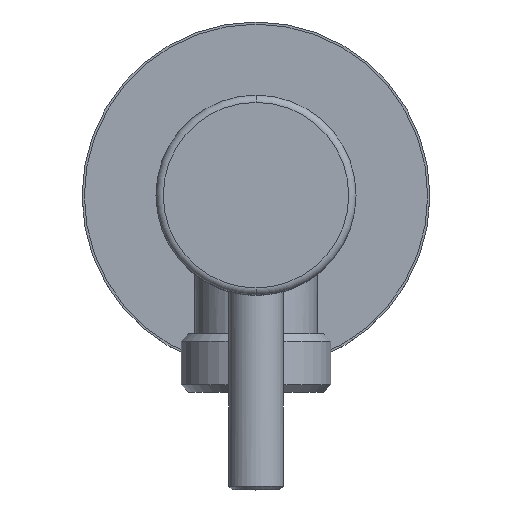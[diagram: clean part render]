
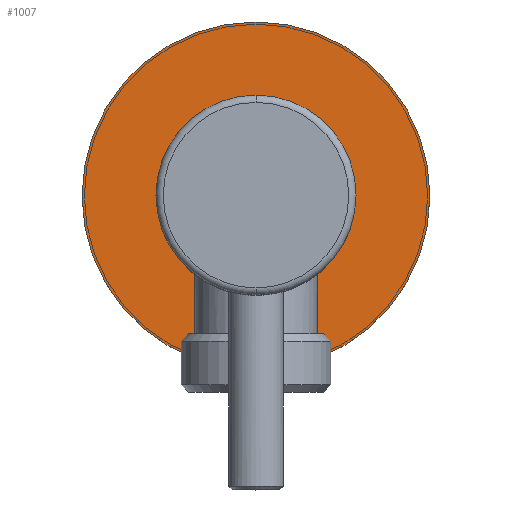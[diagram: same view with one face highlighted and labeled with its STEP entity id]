
A CAD part, top view. The second image highlights one B-rep face of the part: STEP entity #1007.
In plain terms, the highlighted planar face has unit normal (0, 0, 1).
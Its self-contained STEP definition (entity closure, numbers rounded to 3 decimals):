
#18 = EDGE_CURVE ( 'NONE', #117, #1274, #1933, .T. ) ;
#54 = AXIS2_PLACEMENT_3D ( 'NONE', #1222, #1761, #157 ) ;
#88 = DIRECTION ( 'NONE',  ( 0., -1., 0. ) ) ;
#117 = VERTEX_POINT ( 'NONE', #3209 ) ;
#157 = DIRECTION ( 'NONE',  ( 0., -1., 0. ) ) ;
#297 = PLANE ( 'NONE',  #1113 ) ;
#446 = CARTESIAN_POINT ( 'NONE',  ( 0., 10.35, 24.5 ) ) ;
#500 = CARTESIAN_POINT ( 'NONE',  ( 0., 0., 24.5 ) ) ;
#580 = EDGE_CURVE ( 'NONE', #988, #3321, #3438, .T. ) ;
#623 = CARTESIAN_POINT ( 'NONE',  ( -10.35, 0., 24.5 ) ) ;
#809 = DIRECTION ( 'NONE',  ( 0., 0., 1. ) ) ;
#868 = DIRECTION ( 'NONE',  ( 0., 0., 1. ) ) ;
#988 = VERTEX_POINT ( 'NONE', #2258 ) ;
#1007 = ADVANCED_FACE ( 'NONE', ( #2843, #1714 ), #297, .F. ) ;
#1113 = AXIS2_PLACEMENT_3D ( 'NONE', #623, #2551, #3361 ) ;
#1142 = EDGE_CURVE ( 'NONE', #1274, #117, #2285, .T. ) ;
#1222 = CARTESIAN_POINT ( 'NONE',  ( 0., 0., 24.5 ) ) ;
#1274 = VERTEX_POINT ( 'NONE', #3306 ) ;
#1574 = AXIS2_PLACEMENT_3D ( 'NONE', #3264, #809, #2734 ) ;
#1591 = EDGE_LOOP ( 'NONE', ( #1847, #3471 ) ) ;
#1656 = EDGE_CURVE ( 'NONE', #3321, #988, #3158, .T. ) ;
#1668 = ORIENTED_EDGE ( 'NONE', *, *, #580, .F. ) ;
#1714 = FACE_OUTER_BOUND ( 'NONE', #1591, .T. ) ;
#1755 = AXIS2_PLACEMENT_3D ( 'NONE', #500, #2442, #2760 ) ;
#1761 = DIRECTION ( 'NONE',  ( 0., 0., 1. ) ) ;
#1847 = ORIENTED_EDGE ( 'NONE', *, *, #18, .T. ) ;
#1890 = ORIENTED_EDGE ( 'NONE', *, *, #1656, .F. ) ;
#1933 = CIRCLE ( 'NONE', #3100, 23.9 ) ;
#1969 = EDGE_LOOP ( 'NONE', ( #1668, #1890 ) ) ;
#2258 = CARTESIAN_POINT ( 'NONE',  ( 0., -10.35, 24.5 ) ) ;
#2285 = CIRCLE ( 'NONE', #54, 23.9 ) ;
#2442 = DIRECTION ( 'NONE',  ( 0., 0., 1. ) ) ;
#2551 = DIRECTION ( 'NONE',  ( 0., 0., -1. ) ) ;
#2734 = DIRECTION ( 'NONE',  ( 0., -1., 0. ) ) ;
#2760 = DIRECTION ( 'NONE',  ( 0., -1., 0. ) ) ;
#2843 = FACE_BOUND ( 'NONE', #1969, .T. ) ;
#3100 = AXIS2_PLACEMENT_3D ( 'NONE', #3412, #868, #88 ) ;
#3158 = CIRCLE ( 'NONE', #1755, 10.35 ) ;
#3209 = CARTESIAN_POINT ( 'NONE',  ( 0., -23.9, 24.5 ) ) ;
#3264 = CARTESIAN_POINT ( 'NONE',  ( 0., 0., 24.5 ) ) ;
#3306 = CARTESIAN_POINT ( 'NONE',  ( 0., 23.9, 24.5 ) ) ;
#3321 = VERTEX_POINT ( 'NONE', #446 ) ;
#3361 = DIRECTION ( 'NONE',  ( 0., 1., 0. ) ) ;
#3412 = CARTESIAN_POINT ( 'NONE',  ( 0., 0., 24.5 ) ) ;
#3438 = CIRCLE ( 'NONE', #1574, 10.35 ) ;
#3471 = ORIENTED_EDGE ( 'NONE', *, *, #1142, .T. ) ;
